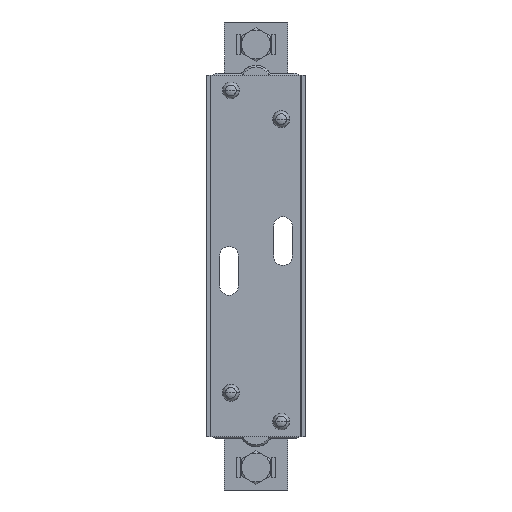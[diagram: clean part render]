
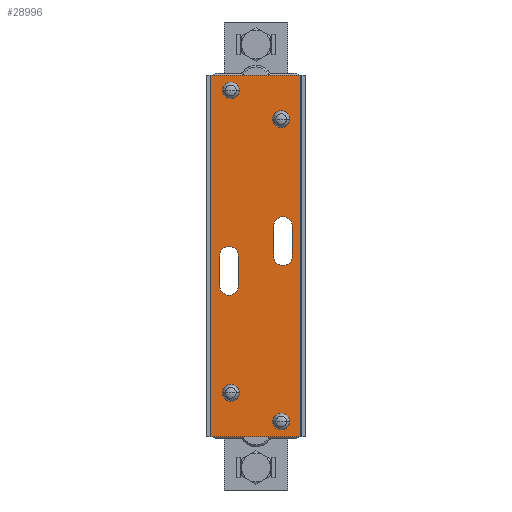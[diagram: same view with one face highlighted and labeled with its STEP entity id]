
A CAD part, front view. The second image highlights one B-rep face of the part: STEP entity #28996.
In plain terms, the highlighted planar face has unit normal (0, -1, 0).
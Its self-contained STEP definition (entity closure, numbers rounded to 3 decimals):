
#1765=DIRECTION('',(1.,0.,0.));
#1766=VECTOR('',#1765,50.);
#1767=CARTESIAN_POINT('',(-25.,0.,-100.5));
#1768=LINE('',#1767,#1766);
#2325=DIRECTION('',(1.,0.,0.));
#2326=VECTOR('',#2325,50.);
#2327=CARTESIAN_POINT('',(-25.,0.,100.5));
#2328=LINE('',#2327,#2326);
#6499=DIRECTION('',(0.,0.,1.));
#6500=VECTOR('',#6499,201.);
#6501=CARTESIAN_POINT('',(25.,0.,-100.5));
#6502=LINE('',#6501,#6500);
#6503=DIRECTION('',(0.,0.,1.));
#6504=VECTOR('',#6503,201.);
#6505=CARTESIAN_POINT('',(-25.,0.,-100.5));
#6506=LINE('',#6505,#6504);
#6507=CARTESIAN_POINT('',(-15.,0.,-16.5));
#6508=DIRECTION('',(0.,1.,0.));
#6509=DIRECTION('',(1.,0.,0.));
#6510=AXIS2_PLACEMENT_3D('',#6507,#6508,#6509);
#6512=DIRECTION('',(0.,0.,-1.));
#6513=VECTOR('',#6512,16.5);
#6514=CARTESIAN_POINT('',(-9.75,0.,0.));
#6515=LINE('',#6514,#6513);
#6516=CARTESIAN_POINT('',(-15.,0.,0.));
#6517=DIRECTION('',(0.,1.,0.));
#6518=DIRECTION('',(-1.,0.,0.));
#6519=AXIS2_PLACEMENT_3D('',#6516,#6517,#6518);
#6521=DIRECTION('',(0.,0.,1.));
#6522=VECTOR('',#6521,16.5);
#6523=CARTESIAN_POINT('',(-20.25,0.,-16.5));
#6524=LINE('',#6523,#6522);
#6525=CARTESIAN_POINT('',(15.,0.,16.5));
#6526=DIRECTION('',(0.,1.,0.));
#6527=DIRECTION('',(-1.,0.,0.));
#6528=AXIS2_PLACEMENT_3D('',#6525,#6526,#6527);
#6530=DIRECTION('',(0.,0.,1.));
#6531=VECTOR('',#6530,16.5);
#6532=CARTESIAN_POINT('',(9.75,0.,0.));
#6533=LINE('',#6532,#6531);
#6534=CARTESIAN_POINT('',(15.,0.,0.));
#6535=DIRECTION('',(0.,1.,0.));
#6536=DIRECTION('',(1.,0.,0.));
#6537=AXIS2_PLACEMENT_3D('',#6534,#6535,#6536);
#6539=DIRECTION('',(0.,0.,-1.));
#6540=VECTOR('',#6539,16.5);
#6541=CARTESIAN_POINT('',(20.25,0.,16.5));
#6542=LINE('',#6541,#6540);
#6543=CARTESIAN_POINT('',(-14.,0.,92.));
#6544=DIRECTION('',(0.,1.,0.));
#6545=DIRECTION('',(-1.,0.,0.));
#6546=AXIS2_PLACEMENT_3D('',#6543,#6544,#6545);
#6548=CARTESIAN_POINT('',(-14.,0.,92.));
#6549=DIRECTION('',(0.,1.,0.));
#6550=DIRECTION('',(1.,0.,0.));
#6551=AXIS2_PLACEMENT_3D('',#6548,#6549,#6550);
#6553=CARTESIAN_POINT('',(14.,0.,76.));
#6554=DIRECTION('',(0.,1.,0.));
#6555=DIRECTION('',(-1.,0.,0.));
#6556=AXIS2_PLACEMENT_3D('',#6553,#6554,#6555);
#6558=CARTESIAN_POINT('',(14.,0.,76.));
#6559=DIRECTION('',(0.,1.,0.));
#6560=DIRECTION('',(1.,0.,0.));
#6561=AXIS2_PLACEMENT_3D('',#6558,#6559,#6560);
#6563=CARTESIAN_POINT('',(-14.,0.,-76.));
#6564=DIRECTION('',(0.,1.,0.));
#6565=DIRECTION('',(-1.,0.,0.));
#6566=AXIS2_PLACEMENT_3D('',#6563,#6564,#6565);
#6568=CARTESIAN_POINT('',(-14.,0.,-76.));
#6569=DIRECTION('',(0.,1.,0.));
#6570=DIRECTION('',(1.,0.,0.));
#6571=AXIS2_PLACEMENT_3D('',#6568,#6569,#6570);
#6573=CARTESIAN_POINT('',(14.,0.,-92.));
#6574=DIRECTION('',(0.,1.,0.));
#6575=DIRECTION('',(-1.,0.,0.));
#6576=AXIS2_PLACEMENT_3D('',#6573,#6574,#6575);
#6578=CARTESIAN_POINT('',(14.,0.,-92.));
#6579=DIRECTION('',(0.,1.,0.));
#6580=DIRECTION('',(1.,0.,0.));
#6581=AXIS2_PLACEMENT_3D('',#6578,#6579,#6580);
#9653=CARTESIAN_POINT('',(-25.,0.,-100.5));
#9654=VERTEX_POINT('',#9653);
#9655=CARTESIAN_POINT('',(25.,0.,-100.5));
#9656=VERTEX_POINT('',#9655);
#9669=CARTESIAN_POINT('',(-25.,0.,100.5));
#9670=VERTEX_POINT('',#9669);
#9671=CARTESIAN_POINT('',(25.,0.,100.5));
#9672=VERTEX_POINT('',#9671);
#9893=CARTESIAN_POINT('',(20.25,0.,0.));
#9894=VERTEX_POINT('',#9893);
#9895=CARTESIAN_POINT('',(9.75,0.,0.));
#9896=VERTEX_POINT('',#9895);
#9897=CARTESIAN_POINT('',(-20.25,0.,0.));
#9898=VERTEX_POINT('',#9897);
#9899=CARTESIAN_POINT('',(-9.75,0.,0.));
#9900=VERTEX_POINT('',#9899);
#9901=CARTESIAN_POINT('',(-9.75,0.,-16.5));
#9902=CARTESIAN_POINT('',(-20.25,0.,-16.5));
#9903=VERTEX_POINT('',#9901);
#9904=VERTEX_POINT('',#9902);
#9905=CARTESIAN_POINT('',(9.75,0.,16.5));
#9906=CARTESIAN_POINT('',(20.25,0.,16.5));
#9907=VERTEX_POINT('',#9905);
#9908=VERTEX_POINT('',#9906);
#11059=CARTESIAN_POINT('',(-18.65,0.,92.));
#11060=CARTESIAN_POINT('',(-9.35,0.,92.));
#11061=VERTEX_POINT('',#11059);
#11062=VERTEX_POINT('',#11060);
#11069=CARTESIAN_POINT('',(9.35,0.,76.));
#11070=CARTESIAN_POINT('',(18.65,0.,76.));
#11071=VERTEX_POINT('',#11069);
#11072=VERTEX_POINT('',#11070);
#11079=CARTESIAN_POINT('',(-18.65,0.,-76.));
#11080=CARTESIAN_POINT('',(-9.35,0.,-76.));
#11081=VERTEX_POINT('',#11079);
#11082=VERTEX_POINT('',#11080);
#11089=CARTESIAN_POINT('',(9.35,0.,-92.));
#11090=CARTESIAN_POINT('',(18.65,0.,-92.));
#11091=VERTEX_POINT('',#11089);
#11092=VERTEX_POINT('',#11090);
#28940=CARTESIAN_POINT('',(-25.,0.,-100.5));
#28941=DIRECTION('',(0.,-1.,0.));
#28942=DIRECTION('',(1.,0.,0.));
#28943=AXIS2_PLACEMENT_3D('',#28940,#28941,#28942);
#28944=PLANE('',#28943);
#28945=ORIENTED_EDGE('',*,*,#16530,.F.);
#28947=ORIENTED_EDGE('',*,*,#28946,.T.);
#28948=ORIENTED_EDGE('',*,*,#17307,.T.);
#28949=ORIENTED_EDGE('',*,*,#28933,.F.);
#28950=EDGE_LOOP('',(#28945,#28947,#28948,#28949));
#28951=FACE_OUTER_BOUND('',#28950,.F.);
#28953=ORIENTED_EDGE('',*,*,#28952,.F.);
#28955=ORIENTED_EDGE('',*,*,#28954,.F.);
#28957=ORIENTED_EDGE('',*,*,#28956,.F.);
#28959=ORIENTED_EDGE('',*,*,#28958,.F.);
#28960=EDGE_LOOP('',(#28953,#28955,#28957,#28959));
#28961=FACE_BOUND('',#28960,.F.);
#28963=ORIENTED_EDGE('',*,*,#28962,.F.);
#28965=ORIENTED_EDGE('',*,*,#28964,.F.);
#28967=ORIENTED_EDGE('',*,*,#28966,.F.);
#28969=ORIENTED_EDGE('',*,*,#28968,.F.);
#28970=EDGE_LOOP('',(#28963,#28965,#28967,#28969));
#28971=FACE_BOUND('',#28970,.F.);
#28973=ORIENTED_EDGE('',*,*,#28972,.F.);
#28975=ORIENTED_EDGE('',*,*,#28974,.F.);
#28976=EDGE_LOOP('',(#28973,#28975));
#28977=FACE_BOUND('',#28976,.F.);
#28979=ORIENTED_EDGE('',*,*,#28978,.F.);
#28981=ORIENTED_EDGE('',*,*,#28980,.F.);
#28982=EDGE_LOOP('',(#28979,#28981));
#28983=FACE_BOUND('',#28982,.F.);
#28985=ORIENTED_EDGE('',*,*,#28984,.F.);
#28987=ORIENTED_EDGE('',*,*,#28986,.F.);
#28988=EDGE_LOOP('',(#28985,#28987));
#28989=FACE_BOUND('',#28988,.F.);
#28991=ORIENTED_EDGE('',*,*,#28990,.F.);
#28993=ORIENTED_EDGE('',*,*,#28992,.F.);
#28994=EDGE_LOOP('',(#28991,#28993));
#28995=FACE_BOUND('',#28994,.F.);
#28996=ADVANCED_FACE('',(#28951,#28961,#28971,#28977,#28983,#28989,#28995),
#28944,.T.);
#6511=CIRCLE('',#6510,5.25);
#6520=CIRCLE('',#6519,5.25);
#6529=CIRCLE('',#6528,5.25);
#6538=CIRCLE('',#6537,5.25);
#6547=CIRCLE('',#6546,4.65);
#6552=CIRCLE('',#6551,4.65);
#6557=CIRCLE('',#6556,4.65);
#6562=CIRCLE('',#6561,4.65);
#6567=CIRCLE('',#6566,4.65);
#6572=CIRCLE('',#6571,4.65);
#6577=CIRCLE('',#6576,4.65);
#6582=CIRCLE('',#6581,4.65);
#16530=EDGE_CURVE('',#9654,#9656,#1768,.T.);
#17307=EDGE_CURVE('',#9670,#9672,#2328,.T.);
#28933=EDGE_CURVE('',#9656,#9672,#6502,.T.);
#28946=EDGE_CURVE('',#9654,#9670,#6506,.T.);
#28952=EDGE_CURVE('',#9903,#9904,#6511,.T.);
#28954=EDGE_CURVE('',#9900,#9903,#6515,.T.);
#28956=EDGE_CURVE('',#9898,#9900,#6520,.T.);
#28958=EDGE_CURVE('',#9904,#9898,#6524,.T.);
#28962=EDGE_CURVE('',#9907,#9908,#6529,.T.);
#28964=EDGE_CURVE('',#9896,#9907,#6533,.T.);
#28966=EDGE_CURVE('',#9894,#9896,#6538,.T.);
#28968=EDGE_CURVE('',#9908,#9894,#6542,.T.);
#28972=EDGE_CURVE('',#11061,#11062,#6547,.T.);
#28974=EDGE_CURVE('',#11062,#11061,#6552,.T.);
#28978=EDGE_CURVE('',#11071,#11072,#6557,.T.);
#28980=EDGE_CURVE('',#11072,#11071,#6562,.T.);
#28984=EDGE_CURVE('',#11081,#11082,#6567,.T.);
#28986=EDGE_CURVE('',#11082,#11081,#6572,.T.);
#28990=EDGE_CURVE('',#11091,#11092,#6577,.T.);
#28992=EDGE_CURVE('',#11092,#11091,#6582,.T.);
